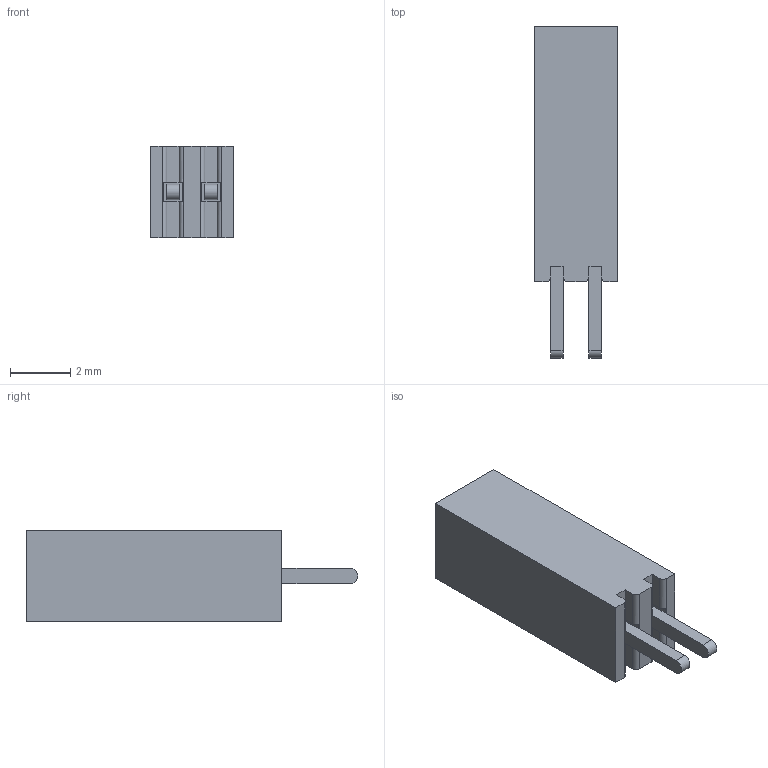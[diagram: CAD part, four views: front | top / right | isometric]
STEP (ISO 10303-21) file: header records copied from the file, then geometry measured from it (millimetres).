
FILE_DESCRIPTION( ( 'STEP AP214' ), ' ' );
FILE_NAME( 'SMS-102-01-G-S.stp', '2017-06-14T10:04:59', ( '' ), ( '' ), ' ', 'PARTsolutions', ' ' );
FILE_SCHEMA( ( 'AUTOMOTIVE_DESIGN { 1 0 10303 214 1 1 1 1 }' ) );
Length unit declared in the file: inch
Products named in the file (3): SMS-102-01-G-S; _SMS-102-01-S_socket; _C-16-01-02-S
Assembly tree (2 placements, depth 2):
  SMS-102-01-G-S
    _SMS-102-01-S_socket
    _C-16-01-02-S
Bounding box: 2.77 x 11.05 x 3.05 mm (x, y, z)
Volume: 69.1 mm3; surface area: 219.6 mm2
Topology: 2 solids, 2 shells, 76 faces, 208 edges, 136 vertices
Faces by surface type: plane 70, cylinder 6
Entity records: 3038 total; most frequent: CARTESIAN_POINT 423, ORIENTED_EDGE 416, DIRECTION 386, EDGE_CURVE 208, LINE 188, VECTOR 188, VERTEX_POINT 136, AXIS2_PLACEMENT_3D 99
